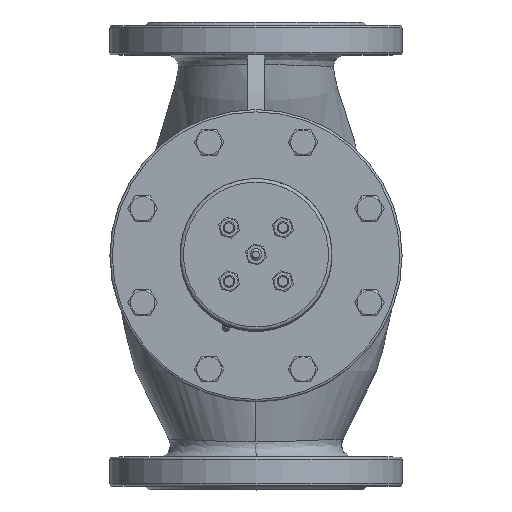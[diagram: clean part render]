
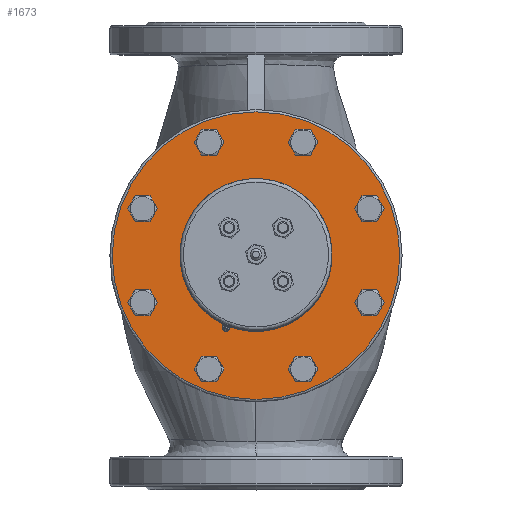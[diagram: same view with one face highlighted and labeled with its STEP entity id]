
A CAD part, top view. The second image highlights one B-rep face of the part: STEP entity #1673.
In plain terms, the highlighted planar face has unit normal (0, 0, 1).
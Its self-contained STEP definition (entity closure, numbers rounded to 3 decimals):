
#1673=ADVANCED_FACE('',(#7862,#7864,#7866,#7868,#7870,#7872,#7874,#7876,#7878),#7880,
.T.);
#7862=FACE_BOUND('',#7863,.T.);
#7863=EDGE_LOOP('',(#21026));
#7864=FACE_BOUND('',#7865,.T.);
#7865=EDGE_LOOP('',(#21027));
#7866=FACE_BOUND('',#7867,.T.);
#7867=EDGE_LOOP('',(#21028));
#7868=FACE_BOUND('',#7869,.T.);
#7869=EDGE_LOOP('',(#21029));
#7870=FACE_BOUND('',#7871,.T.);
#7871=EDGE_LOOP('',(#21030));
#7872=FACE_BOUND('',#7873,.T.);
#7873=EDGE_LOOP('',(#21031));
#7874=FACE_BOUND('',#7875,.T.);
#7875=EDGE_LOOP('',(#21032));
#7876=FACE_BOUND('',#7877,.T.);
#7877=EDGE_LOOP('',(#21033));
#7878=FACE_BOUND('',#7879,.T.);
#7879=EDGE_LOOP('',(#21034));
#7880=PLANE('',#7881);
#7881=AXIS2_PLACEMENT_3D('',#7882,#7883,#7884);
#7882=CARTESIAN_POINT('',(0.,0.,159.));
#7883=DIRECTION('',(0.,0.,1.));
#7884=DIRECTION('',(-1.,0.,0.));
#21026=ORIENTED_EDGE('',*,*,#22667,.T.);
#21027=ORIENTED_EDGE('',*,*,#22665,.T.);
#21028=ORIENTED_EDGE('',*,*,#22664,.T.);
#21029=ORIENTED_EDGE('',*,*,#22663,.T.);
#21030=ORIENTED_EDGE('',*,*,#22662,.T.);
#21031=ORIENTED_EDGE('',*,*,#22661,.T.);
#21032=ORIENTED_EDGE('',*,*,#22660,.T.);
#21033=ORIENTED_EDGE('',*,*,#22659,.T.);
#21034=ORIENTED_EDGE('',*,*,#22658,.T.);
#22658=EDGE_CURVE('',#23304,#23304,#23305,.F.);
#22659=EDGE_CURVE('',#23306,#23306,#23307,.F.);
#22660=EDGE_CURVE('',#23308,#23308,#23309,.F.);
#22661=EDGE_CURVE('',#23310,#23310,#23311,.F.);
#22662=EDGE_CURVE('',#23312,#23312,#23313,.F.);
#22663=EDGE_CURVE('',#23314,#23314,#23315,.F.);
#22664=EDGE_CURVE('',#23316,#23316,#23317,.F.);
#22665=EDGE_CURVE('',#23318,#23318,#23319,.F.);
#22667=EDGE_CURVE('',#23322,#23322,#23323,.T.);
#23304=VERTEX_POINT('',#28087);
#23305=CIRCLE('',#28088,9.);
#23306=VERTEX_POINT('',#28092);
#23307=CIRCLE('',#28093,9.);
#23308=VERTEX_POINT('',#28097);
#23309=CIRCLE('',#28098,9.);
#23310=VERTEX_POINT('',#28102);
#23311=CIRCLE('',#28103,9.);
#23312=VERTEX_POINT('',#28107);
#23313=CIRCLE('',#28108,9.);
#23314=VERTEX_POINT('',#28112);
#23315=CIRCLE('',#28113,9.);
#23316=VERTEX_POINT('',#28117);
#23317=CIRCLE('',#28118,9.);
#23318=VERTEX_POINT('',#28122);
#23319=CIRCLE('',#28123,9.);
#23322=VERTEX_POINT('',#28132);
#23323=CIRCLE('',#28133,123.);
#28087=CARTESIAN_POINT('',(-103.371,-33.818,159.));
#28088=AXIS2_PLACEMENT_3D('',#28089,#28090,#28091);
#28089=CARTESIAN_POINT('',(-97.007,-40.182,159.));
#28090=DIRECTION('',(0.,0.,1.));
#28091=DIRECTION('',(-0.707,0.707,0.));
#28092=CARTESIAN_POINT('',(-49.182,-97.007,159.));
#28093=AXIS2_PLACEMENT_3D('',#28094,#28095,#28096);
#28094=CARTESIAN_POINT('',(-40.182,-97.007,159.));
#28095=DIRECTION('',(0.,0.,1.));
#28096=DIRECTION('',(-1.,0.,0.));
#28097=CARTESIAN_POINT('',(33.818,-103.371,159.));
#28098=AXIS2_PLACEMENT_3D('',#28099,#28100,#28101);
#28099=CARTESIAN_POINT('',(40.182,-97.007,159.));
#28100=DIRECTION('',(0.,0.,1.));
#28101=DIRECTION('',(-0.707,-0.707,0.));
#28102=CARTESIAN_POINT('',(97.007,-49.182,159.));
#28103=AXIS2_PLACEMENT_3D('',#28104,#28105,#28106);
#28104=CARTESIAN_POINT('',(97.007,-40.182,159.));
#28105=DIRECTION('',(0.,0.,1.));
#28106=DIRECTION('',(0.,-1.,0.));
#28107=CARTESIAN_POINT('',(103.371,33.818,159.));
#28108=AXIS2_PLACEMENT_3D('',#28109,#28110,#28111);
#28109=CARTESIAN_POINT('',(97.007,40.182,159.));
#28110=DIRECTION('',(0.,0.,1.));
#28111=DIRECTION('',(0.707,-0.707,0.));
#28112=CARTESIAN_POINT('',(49.182,97.007,159.));
#28113=AXIS2_PLACEMENT_3D('',#28114,#28115,#28116);
#28114=CARTESIAN_POINT('',(40.182,97.007,159.));
#28115=DIRECTION('',(0.,0.,1.));
#28116=DIRECTION('',(1.,0.,0.));
#28117=CARTESIAN_POINT('',(-33.818,103.371,159.));
#28118=AXIS2_PLACEMENT_3D('',#28119,#28120,#28121);
#28119=CARTESIAN_POINT('',(-40.182,97.007,159.));
#28120=DIRECTION('',(0.,0.,1.));
#28121=DIRECTION('',(0.707,0.707,0.));
#28122=CARTESIAN_POINT('',(-97.007,49.182,159.));
#28123=AXIS2_PLACEMENT_3D('',#28124,#28125,#28126);
#28124=CARTESIAN_POINT('',(-97.007,40.182,159.));
#28125=DIRECTION('',(0.,0.,1.));
#28126=DIRECTION('',(0.,1.,0.));
#28132=CARTESIAN_POINT('',(-123.,0.,159.));
#28133=AXIS2_PLACEMENT_3D('',#28134,#28135,#28136);
#28134=CARTESIAN_POINT('',(0.,0.,159.));
#28135=DIRECTION('',(0.,0.,1.));
#28136=DIRECTION('',(-1.,0.,0.));
